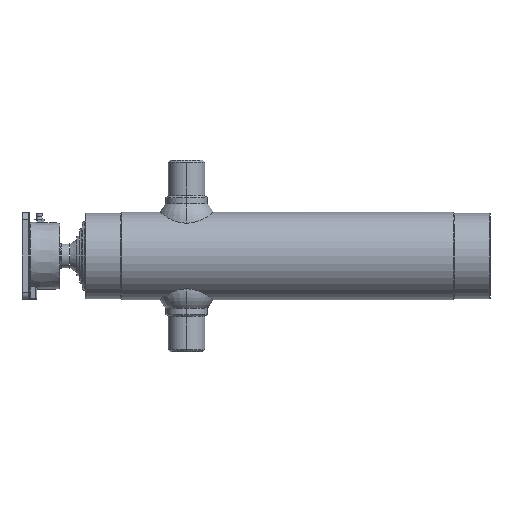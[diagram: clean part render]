
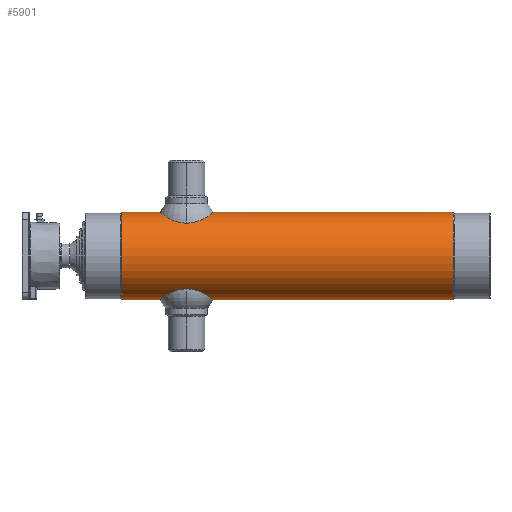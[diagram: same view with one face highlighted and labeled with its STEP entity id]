
A CAD part, left-side view. The second image highlights one B-rep face of the part: STEP entity #5901.
In plain terms, the highlighted cylindrical face has radius 48 mm (diameter 96 mm), a partial arc.
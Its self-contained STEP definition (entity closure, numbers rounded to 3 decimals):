
#217 = CARTESIAN_POINT ( 'NONE',  ( -5.392, 341.75, 47.696 ) ) ;
#261 = CARTESIAN_POINT ( 'NONE',  ( -4.769, 335.428, 47.763 ) ) ;
#317 = CARTESIAN_POINT ( 'NONE',  ( 0., 333.089, 48. ) ) ;
#585 = FACE_OUTER_BOUND ( 'NONE', #10131, .T. ) ;
#818 = EDGE_CURVE ( 'NONE', #12352, #3172, #5812, .T. ) ;
#994 = EDGE_CURVE ( 'NONE', #2471, #10010, #7073, .T. ) ;
#1335 = CARTESIAN_POINT ( 'NONE',  ( -1.362, 344.936, 47.981 ) ) ;
#1378 = B_SPLINE_CURVE_WITH_KNOTS ( 'NONE', 3,
 ( #4764, #12764, #8212, #1335, #9375, #2485, #10501, #3661, #11639, #4823, #12813, #5978, #13985, #7137, #217, #8259, #1391, #9421, #2531, #10555, #3706, #11691, #4863, #12868, #6028, #14027, #7189, #261, #8311, #1437, #9472, #2577, #10600, #3759, #11730, #4911, #12919, #6084, #14071, #7234, #317 ),
 .UNSPECIFIED., .F., .F.,
 ( 4, 2, 2, 2, 2, 2, 2, 2, 2, 2, 2, 2, 2, 2, 2, 2, 2, 1, 2, 2, 4 ),
 ( 0.028, 0.029, 0.03, 0.031, 0.032, 0.033, 0.034, 0.035, 0.036, 0.038, 0.039, 0.039, 0.04, 0.041, 0.042, 0.043, 0.044, 0.045, 0.045, 0.046, 0.047 ),
 .UNSPECIFIED. ) ;
#1391 = CARTESIAN_POINT ( 'NONE',  ( -5.807, 340.65, 47.647 ) ) ;
#1437 = CARTESIAN_POINT ( 'NONE',  ( -3.963, 334.567, 47.837 ) ) ;
#2181 = ORIENTED_EDGE ( 'NONE', *, *, #12619, .F. ) ;
#2374 = VECTOR ( 'NONE', #8760, 1000. ) ;
#2471 = VERTEX_POINT ( 'NONE', #14304 ) ;
#2485 = CARTESIAN_POINT ( 'NONE',  ( -1.93, 344.774, 47.962 ) ) ;
#2531 = CARTESIAN_POINT ( 'NONE',  ( -6., 339.482, 47.623 ) ) ;
#2577 = CARTESIAN_POINT ( 'NONE',  ( -3.169, 333.991, 47.896 ) ) ;
#3172 = VERTEX_POINT ( 'NONE', #13665 ) ;
#3508 = VERTEX_POINT ( 'NONE', #4864 ) ;
#3595 = ORIENTED_EDGE ( 'NONE', *, *, #10601, .T. ) ;
#3661 = CARTESIAN_POINT ( 'NONE',  ( -2.662, 344.481, 47.928 ) ) ;
#3706 = CARTESIAN_POINT ( 'NONE',  ( -5.96, 338.298, 47.629 ) ) ;
#3759 = CARTESIAN_POINT ( 'NONE',  ( -2.653, 333.704, 47.927 ) ) ;
#4622 = EDGE_CURVE ( 'NONE', #6191, #3508, #11206, .T. ) ;
#4624 = CARTESIAN_POINT ( 'NONE',  ( 0., 410.089, 0. ) ) ;
#4697 = AXIS2_PLACEMENT_3D ( 'NONE', #4624, #12611, #5788 ) ;
#4764 = CARTESIAN_POINT ( 'NONE',  ( 0., 345.089, 48. ) ) ;
#4823 = CARTESIAN_POINT ( 'NONE',  ( -3.658, 343.861, 47.862 ) ) ;
#4863 = CARTESIAN_POINT ( 'NONE',  ( -5.798, 337.533, 47.649 ) ) ;
#4864 = CARTESIAN_POINT ( 'NONE',  ( 0., 47.089, 48. ) ) ;
#4911 = CARTESIAN_POINT ( 'NONE',  ( -1.931, 333.405, 47.962 ) ) ;
#5126 = CARTESIAN_POINT ( 'NONE',  ( 0., 47.089, 0. ) ) ;
#5570 = DIRECTION ( 'NONE',  ( 0., -1., 0. ) ) ;
#5788 = DIRECTION ( 'NONE',  ( 0., 0., -1. ) ) ;
#5812 = LINE ( 'NONE', #7624, #2374 ) ;
#5901 = ADVANCED_FACE ( 'NONE', ( #585 ), #6370, .T. ) ;
#5978 = CARTESIAN_POINT ( 'NONE',  ( -4.519, 343.055, 47.788 ) ) ;
#6028 = CARTESIAN_POINT ( 'NONE',  ( -5.616, 336.968, 47.67 ) ) ;
#6084 = CARTESIAN_POINT ( 'NONE',  ( -1.362, 333.243, 47.981 ) ) ;
#6191 = VERTEX_POINT ( 'NONE', #11427 ) ;
#6306 = DIRECTION ( 'NONE',  ( 0., 0., -1. ) ) ;
#6370 = CYLINDRICAL_SURFACE ( 'NONE', #7434, 48. ) ;
#6530 = CARTESIAN_POINT ( 'NONE',  ( 0., -39.431, 48. ) ) ;
#6663 = CIRCLE ( 'NONE', #9563, 48. ) ;
#6742 = DIRECTION ( 'NONE',  ( 0., 0., -1. ) ) ;
#7073 = LINE ( 'NONE', #8020, #13134 ) ;
#7137 = CARTESIAN_POINT ( 'NONE',  ( -5.206, 342.098, 47.717 ) ) ;
#7189 = CARTESIAN_POINT ( 'NONE',  ( -5.205, 336.08, 47.717 ) ) ;
#7234 = CARTESIAN_POINT ( 'NONE',  ( -0.392, 333.089, 48. ) ) ;
#7434 = AXIS2_PLACEMENT_3D ( 'NONE', #8959, #5570, #6742 ) ;
#7624 = CARTESIAN_POINT ( 'NONE',  ( 0., -39.431, -48. ) ) ;
#7832 = VECTOR ( 'NONE', #14516, 1000. ) ;
#7989 = ORIENTED_EDGE ( 'NONE', *, *, #4622, .F. ) ;
#8020 = CARTESIAN_POINT ( 'NONE',  ( 0., -39.431, 48. ) ) ;
#8212 = CARTESIAN_POINT ( 'NONE',  ( -0.787, 345.05, 47.995 ) ) ;
#8259 = CARTESIAN_POINT ( 'NONE',  ( -5.692, 341.028, 47.662 ) ) ;
#8311 = CARTESIAN_POINT ( 'NONE',  ( -4.516, 335.12, 47.788 ) ) ;
#8760 = DIRECTION ( 'NONE',  ( 0., -1., 0. ) ) ;
#8959 = CARTESIAN_POINT ( 'NONE',  ( 0., -39.431, 0. ) ) ;
#9375 = CARTESIAN_POINT ( 'NONE',  ( -1.552, 344.888, 47.975 ) ) ;
#9421 = CARTESIAN_POINT ( 'NONE',  ( -5.962, 339.874, 47.628 ) ) ;
#9472 = CARTESIAN_POINT ( 'NONE',  ( -3.661, 334.319, 47.861 ) ) ;
#9563 = AXIS2_PLACEMENT_3D ( 'NONE', #5126, #13145, #6306 ) ;
#10010 = VERTEX_POINT ( 'NONE', #12440 ) ;
#10131 = EDGE_LOOP ( 'NONE', ( #11778, #3595, #12443, #10557, #7989, #2181 ) ) ;
#10501 = CARTESIAN_POINT ( 'NONE',  ( -2.117, 344.707, 47.954 ) ) ;
#10555 = CARTESIAN_POINT ( 'NONE',  ( -6., 338.688, 47.624 ) ) ;
#10557 = ORIENTED_EDGE ( 'NONE', *, *, #14592, .F. ) ;
#10600 = CARTESIAN_POINT ( 'NONE',  ( -2.999, 333.889, 47.907 ) ) ;
#10601 = EDGE_CURVE ( 'NONE', #2471, #12352, #11386, .T. ) ;
#11206 = LINE ( 'NONE', #6530, #7832 ) ;
#11386 = CIRCLE ( 'NONE', #4697, 48. ) ;
#11427 = CARTESIAN_POINT ( 'NONE',  ( 0., 333.089, 48. ) ) ;
#11639 = CARTESIAN_POINT ( 'NONE',  ( -3.006, 344.297, 47.907 ) ) ;
#11691 = CARTESIAN_POINT ( 'NONE',  ( -5.846, 337.723, 47.643 ) ) ;
#11730 = CARTESIAN_POINT ( 'NONE',  ( -2.299, 333.537, 47.946 ) ) ;
#11778 = ORIENTED_EDGE ( 'NONE', *, *, #994, .F. ) ;
#12352 = VERTEX_POINT ( 'NONE', #14087 ) ;
#12440 = CARTESIAN_POINT ( 'NONE',  ( 0., 345.089, 48. ) ) ;
#12443 = ORIENTED_EDGE ( 'NONE', *, *, #818, .T. ) ;
#12611 = DIRECTION ( 'NONE',  ( 0., -1., 0. ) ) ;
#12619 = EDGE_CURVE ( 'NONE', #10010, #6191, #1378, .T. ) ;
#12764 = CARTESIAN_POINT ( 'NONE',  ( -0.397, 345.089, 48. ) ) ;
#12813 = CARTESIAN_POINT ( 'NONE',  ( -3.966, 343.608, 47.837 ) ) ;
#12868 = CARTESIAN_POINT ( 'NONE',  ( -5.683, 337.156, 47.662 ) ) ;
#12919 = CARTESIAN_POINT ( 'NONE',  ( -1.555, 333.291, 47.975 ) ) ;
#13134 = VECTOR ( 'NONE', #14892, 1000. ) ;
#13145 = DIRECTION ( 'NONE',  ( 0., -1., 0. ) ) ;
#13665 = CARTESIAN_POINT ( 'NONE',  ( 0., 47.089, -48. ) ) ;
#13985 = CARTESIAN_POINT ( 'NONE',  ( -4.767, 342.754, 47.763 ) ) ;
#14027 = CARTESIAN_POINT ( 'NONE',  ( -5.39, 336.424, 47.697 ) ) ;
#14071 = CARTESIAN_POINT ( 'NONE',  ( -0.781, 333.127, 47.995 ) ) ;
#14087 = CARTESIAN_POINT ( 'NONE',  ( 0., 410.089, -48. ) ) ;
#14304 = CARTESIAN_POINT ( 'NONE',  ( 0., 410.089, 48. ) ) ;
#14516 = DIRECTION ( 'NONE',  ( 0., -1., 0. ) ) ;
#14592 = EDGE_CURVE ( 'NONE', #3508, #3172, #6663, .T. ) ;
#14892 = DIRECTION ( 'NONE',  ( 0., -1., 0. ) ) ;
